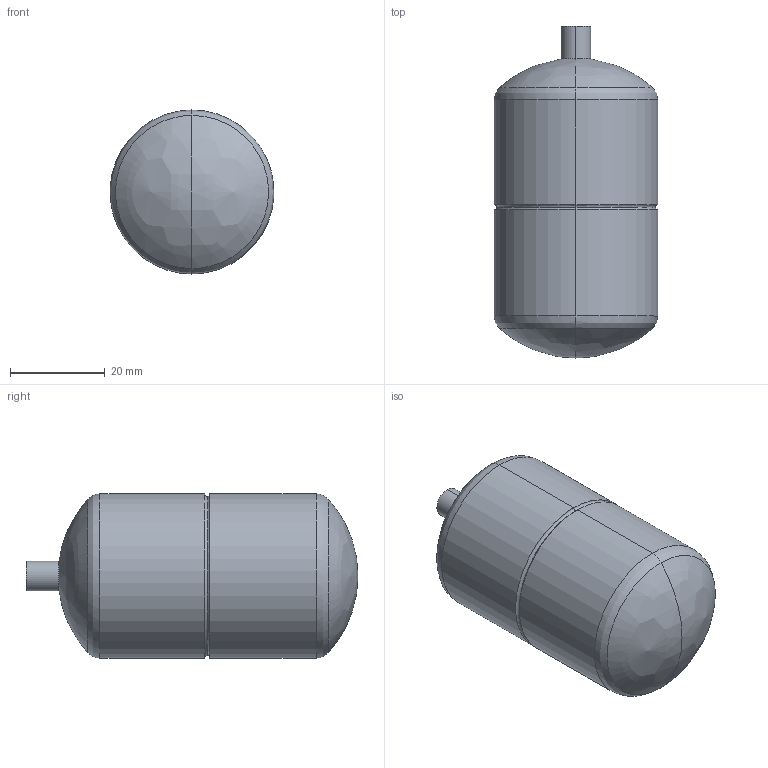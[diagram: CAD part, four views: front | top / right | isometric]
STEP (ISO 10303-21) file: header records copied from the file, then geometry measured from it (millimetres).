
FILE_DESCRIPTION(('FreeCAD Model'),'2;1');
FILE_NAME('Open CASCADE Shape Model','2025-05-02T22:24:30',('FreeCAD'),( 'FreeCAD'),'Open CASCADE STEP processor 7.6','FreeCAD','Unknown');
FILE_SCHEMA(('AUTOMOTIVE_DESIGN { 1 0 10303 214 1 1 1 1 }'));
Length unit declared in the file: millimetre
Products named in the file (1): Open CASCADE STEP translator 7.6 1
Bounding box: 34.62 x 70.21 x 34.68 mm (x, y, z)
Volume: 53598.5 mm3; surface area: 7709.9 mm2
Topology: 1 solids, 1 shells, 19 faces, 36 edges, 19 vertices
Faces by surface type: bspline 19
Entity records: 586 total; most frequent: CARTESIAN_POINT 378, ORIENTED_EDGE 72, EDGE_CURVE 36, ADVANCED_FACE 19, FACE_BOUND 19, EDGE_LOOP 19, VERTEX_POINT 19, B_SPLINE_CURVE_WITH_KNOTS 6
